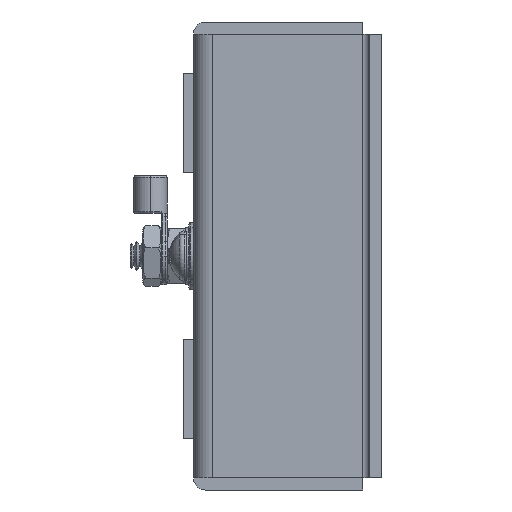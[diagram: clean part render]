
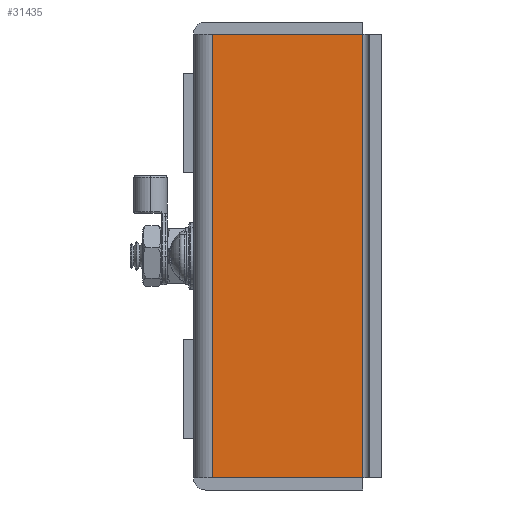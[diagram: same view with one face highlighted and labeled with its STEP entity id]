
A CAD part, left-side view. The second image highlights one B-rep face of the part: STEP entity #31435.
In plain terms, the highlighted planar face has unit normal (-1, 0, 0).
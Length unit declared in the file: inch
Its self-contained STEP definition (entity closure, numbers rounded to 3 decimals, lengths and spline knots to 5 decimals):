
#9245 = CARTESIAN_POINT ( 'NONE',  ( -3., -0.125, -1.475 ) ) ;
#9246 = LINE ( 'NONE', #9245, #9309 ) ;
#9289 = CARTESIAN_POINT ( 'NONE',  ( -3., -1.125, -1.475 ) ) ;
#9308 = DIRECTION ( 'NONE',  ( 0., -1., 0. ) ) ;
#9309 = VECTOR ( 'NONE', #9308, 39.37008 ) ;
#9314 = CARTESIAN_POINT ( 'NONE',  ( -3., -0.125, -1.475 ) ) ;
#9321 = CARTESIAN_POINT ( 'NONE',  ( -3., -1.125, 1.475 ) ) ;
#9415 = FACE_OUTER_BOUND ( 'NONE', #31452, .T. ) ;
#9441 = LINE ( 'NONE', #9500, #9496 ) ;
#9452 = DIRECTION ( 'NONE',  ( 0., 0., -1. ) ) ;
#9453 = VECTOR ( 'NONE', #9452, 39.37008 ) ;
#9454 = CARTESIAN_POINT ( 'NONE',  ( -3., -1.125, 1.475 ) ) ;
#9457 = DIRECTION ( 'NONE',  ( 0., 1., 0. ) ) ;
#9458 = DIRECTION ( 'NONE',  ( 1., 0., 0. ) ) ;
#9459 = CARTESIAN_POINT ( 'NONE',  ( -3., -0.125, 1.475 ) ) ;
#9460 = LINE ( 'NONE', #9454, #9453 ) ;
#9469 = PLANE ( 'NONE',  #9473 ) ;
#9473 = AXIS2_PLACEMENT_3D ( 'NONE', #9459, #9458, #9457 ) ;
#9484 = CARTESIAN_POINT ( 'NONE',  ( -3., -0.125, 1.475 ) ) ;
#9490 = CARTESIAN_POINT ( 'NONE',  ( -3., -0.125, 1.475 ) ) ;
#9495 = DIRECTION ( 'NONE',  ( 0., 0., -1. ) ) ;
#9496 = VECTOR ( 'NONE', #9495, 39.37008 ) ;
#9500 = CARTESIAN_POINT ( 'NONE',  ( -3., -0.125, 1.475 ) ) ;
#9527 = DIRECTION ( 'NONE',  ( 0., -1., 0. ) ) ;
#9528 = VECTOR ( 'NONE', #9527, 39.37008 ) ;
#9535 = LINE ( 'NONE', #9484, #9528 ) ;
#31348 = EDGE_CURVE ( 'NONE', #31384, #31366, #9246, .T. ) ;
#31366 = VERTEX_POINT ( 'NONE', #9289 ) ;
#31384 = VERTEX_POINT ( 'NONE', #9314 ) ;
#31393 = VERTEX_POINT ( 'NONE', #9321 ) ;
#31435 = ADVANCED_FACE ( 'NONE', ( #9415 ), #9469, .F. ) ;
#31436 = EDGE_CURVE ( 'NONE', #31393, #31366, #9460, .T. ) ;
#31438 = ORIENTED_EDGE ( 'NONE', *, *, #31451, .T. ) ;
#31439 = ORIENTED_EDGE ( 'NONE', *, *, #31474, .F. ) ;
#31448 = ORIENTED_EDGE ( 'NONE', *, *, #31436, .F. ) ;
#31451 = EDGE_CURVE ( 'NONE', #31471, #31384, #9441, .T. ) ;
#31452 = EDGE_LOOP ( 'NONE', ( #31454, #31448, #31439, #31438 ) ) ;
#31454 = ORIENTED_EDGE ( 'NONE', *, *, #31348, .T. ) ;
#31471 = VERTEX_POINT ( 'NONE', #9490 ) ;
#31474 = EDGE_CURVE ( 'NONE', #31471, #31393, #9535, .T. ) ;
